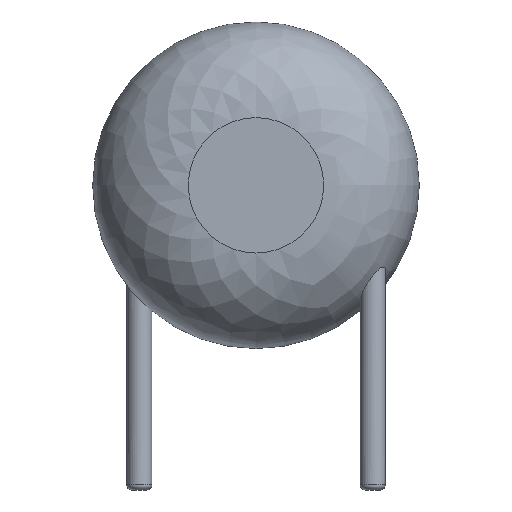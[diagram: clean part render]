
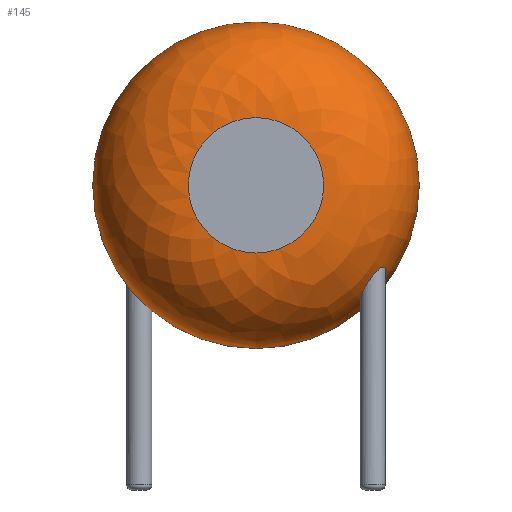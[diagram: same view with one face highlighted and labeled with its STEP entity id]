
A CAD part, front view. The second image highlights one B-rep face of the part: STEP entity #145.
In plain terms, the highlighted face is a revolution surface.
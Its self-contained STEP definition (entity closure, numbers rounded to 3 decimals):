
#24=VERTEX_POINT('',#25);
#25=CARTESIAN_POINT('',(6.,-0.951,3.53));
#29=DIRECTION('',(0.,-1.,0.));
#30=ORIENTED_EDGE('',*,*,#31,.T.);
#31=EDGE_CURVE('',#24,#24,#32,.T.);
#32=CIRCLE('',#33,3.5);
#33=AXIS2_PLACEMENT_3D('',#34,#29,#35);
#34=CARTESIAN_POINT('',(2.5,-0.951,3.53));
#35=DIRECTION('',(1.,0.,0.));
#145=ADVANCED_FACE('',(#146,#162),#238,.T.);
#146=FACE_BOUND('',#147,.T.);
#147=EDGE_LOOP('',(#30,#148,#156,#161));
#148=ORIENTED_EDGE('',*,*,#149,.T.);
#149=EDGE_CURVE('',#24,#150,#152,.T.);
#150=VERTEX_POINT('',#151);
#151=CARTESIAN_POINT('',(3.951,-3.,3.53));
#152=CIRCLE('',#153,2.049);
#153=AXIS2_PLACEMENT_3D('',#154,#155,#35);
#154=CARTESIAN_POINT('',(3.951,-0.951,3.53));
#155=DIRECTION('',(0.,0.,-1.));
#156=ORIENTED_EDGE('',*,*,#157,.F.);
#157=EDGE_CURVE('',#150,#150,#158,.T.);
#158=CIRCLE('',#159,1.451);
#159=AXIS2_PLACEMENT_3D('',#160,#29,#35);
#160=CARTESIAN_POINT('',(2.5,-3.,3.53));
#161=ORIENTED_EDGE('',*,*,#149,.F.);
#162=FACE_BOUND('',#163,.T.);
#163=EDGE_LOOP('',(#164,#181));
#164=ORIENTED_EDGE('',*,*,#165,.T.);
#165=EDGE_CURVE('',#166,#168,#170,.T.);
#166=VERTEX_POINT('',#167);
#167=CARTESIAN_POINT('',(5.27,-1.8,1.707));
#168=VERTEX_POINT('',#169);
#169=CARTESIAN_POINT('',(5.02,-1.531,1.223));
#170=B_SPLINE_CURVE_WITH_KNOTS('',6,(#167,#171,#172,#173,#174,#175,#176,#177,#178,#179,#180,#169),.UNSPECIFIED.,.F.,.F.,(7,5,7),(0.,0.568,1.),.UNSPECIFIED.);
#171=CARTESIAN_POINT('',(5.27,-1.759,1.674));
#172=CARTESIAN_POINT('',(5.263,-1.72,1.633));
#173=CARTESIAN_POINT('',(5.249,-1.684,1.588));
#174=CARTESIAN_POINT('',(5.23,-1.651,1.54));
#175=CARTESIAN_POINT('',(5.206,-1.621,1.491));
#176=CARTESIAN_POINT('',(5.156,-1.578,1.404));
#177=CARTESIAN_POINT('',(5.132,-1.562,1.366));
#178=CARTESIAN_POINT('',(5.106,-1.549,1.329));
#179=CARTESIAN_POINT('',(5.079,-1.539,1.292));
#180=CARTESIAN_POINT('',(5.05,-1.533,1.256));
#181=ORIENTED_EDGE('',*,*,#182,.T.);
#182=EDGE_CURVE('',#168,#166,#183,.T.);
#183=B_SPLINE_CURVE_WITH_KNOTS('',7,(#169,#184,#185,#186,#187,#188,#189,#190,#191,#192,#193,#194,#195,#196,#197,#198,#199,#200,#201,#202,#203,#204,#205,#206,#207,#208,#209,#210,#211,#212,#213,#214,#215,#216,#217,#218,#219,#220,#221,#222,#223,#224,#225,#226,#227,#228,#229,#230,#231,#232,#233,#234,#235,#236,#237,#167),.UNSPECIFIED.,.F.,.F.,(8,6,6,6,6,6,6,6,6,8),(0.,0.146,0.237,0.347,0.405,0.578,0.748,0.872,0.951,1.),.UNSPECIFIED.);
#184=CARTESIAN_POINT('',(4.994,-1.529,1.194));
#185=CARTESIAN_POINT('',(4.967,-1.53,1.166));
#186=CARTESIAN_POINT('',(4.94,-1.534,1.14));
#187=CARTESIAN_POINT('',(4.913,-1.541,1.116));
#188=CARTESIAN_POINT('',(4.887,-1.552,1.095));
#189=CARTESIAN_POINT('',(4.862,-1.566,1.077));
#190=CARTESIAN_POINT('',(4.825,-1.594,1.053));
#191=CARTESIAN_POINT('',(4.811,-1.606,1.046));
#192=CARTESIAN_POINT('',(4.798,-1.619,1.04));
#193=CARTESIAN_POINT('',(4.786,-1.633,1.036));
#194=CARTESIAN_POINT('',(4.775,-1.648,1.033));
#195=CARTESIAN_POINT('',(4.766,-1.664,1.033));
#196=CARTESIAN_POINT('',(4.748,-1.7,1.035));
#197=CARTESIAN_POINT('',(4.74,-1.721,1.039));
#198=CARTESIAN_POINT('',(4.735,-1.742,1.045));
#199=CARTESIAN_POINT('',(4.731,-1.763,1.054));
#200=CARTESIAN_POINT('',(4.729,-1.784,1.065));
#201=CARTESIAN_POINT('',(4.729,-1.805,1.078));
#202=CARTESIAN_POINT('',(4.732,-1.836,1.1));
#203=CARTESIAN_POINT('',(4.734,-1.846,1.109));
#204=CARTESIAN_POINT('',(4.736,-1.857,1.118));
#205=CARTESIAN_POINT('',(4.738,-1.867,1.127));
#206=CARTESIAN_POINT('',(4.741,-1.877,1.136));
#207=CARTESIAN_POINT('',(4.744,-1.887,1.147));
#208=CARTESIAN_POINT('',(4.759,-1.926,1.188));
#209=CARTESIAN_POINT('',(4.774,-1.952,1.222));
#210=CARTESIAN_POINT('',(4.791,-1.976,1.259));
#211=CARTESIAN_POINT('',(4.811,-1.997,1.297));
#212=CARTESIAN_POINT('',(4.834,-2.016,1.337));
#213=CARTESIAN_POINT('',(4.858,-2.031,1.378));
#214=CARTESIAN_POINT('',(4.909,-2.056,1.459));
#215=CARTESIAN_POINT('',(4.936,-2.065,1.499));
#216=CARTESIAN_POINT('',(4.964,-2.071,1.539));
#217=CARTESIAN_POINT('',(4.993,-2.073,1.578));
#218=CARTESIAN_POINT('',(5.022,-2.072,1.615));
#219=CARTESIAN_POINT('',(5.052,-2.067,1.65));
#220=CARTESIAN_POINT('',(5.103,-2.051,1.703));
#221=CARTESIAN_POINT('',(5.124,-2.042,1.723));
#222=CARTESIAN_POINT('',(5.145,-2.03,1.741));
#223=CARTESIAN_POINT('',(5.165,-2.017,1.756));
#224=CARTESIAN_POINT('',(5.184,-2.001,1.767));
#225=CARTESIAN_POINT('',(5.201,-1.982,1.773));
#226=CARTESIAN_POINT('',(5.225,-1.95,1.777));
#227=CARTESIAN_POINT('',(5.234,-1.936,1.777));
#228=CARTESIAN_POINT('',(5.242,-1.922,1.775));
#229=CARTESIAN_POINT('',(5.249,-1.908,1.771));
#230=CARTESIAN_POINT('',(5.254,-1.893,1.766));
#231=CARTESIAN_POINT('',(5.259,-1.878,1.759));
#232=CARTESIAN_POINT('',(5.265,-1.854,1.746));
#233=CARTESIAN_POINT('',(5.266,-1.845,1.741));
#234=CARTESIAN_POINT('',(5.268,-1.836,1.735));
#235=CARTESIAN_POINT('',(5.269,-1.827,1.728));
#236=CARTESIAN_POINT('',(5.27,-1.818,1.722));
#237=CARTESIAN_POINT('',(5.27,-1.809,1.715));
#238=SURFACE_OF_REVOLUTION('',#239,#250);
#239=B_SPLINE_CURVE_WITH_KNOTS('',6,(#25,#240,#241,#242,#243,#244,#245,#246,#247,#248,#249,#151),.UNSPECIFIED.,.F.,.F.,(7,5,7),(0.,0.785,1.571),.UNSPECIFIED.);
#240=CARTESIAN_POINT('',(6.,-1.219,3.53));
#241=CARTESIAN_POINT('',(5.958,-1.488,3.53));
#242=CARTESIAN_POINT('',(5.874,-1.748,3.53));
#243=CARTESIAN_POINT('',(5.749,-1.991,3.53));
#244=CARTESIAN_POINT('',(5.59,-2.21,3.53));
#245=CARTESIAN_POINT('',(5.21,-2.59,3.53));
#246=CARTESIAN_POINT('',(4.991,-2.749,3.53));
#247=CARTESIAN_POINT('',(4.748,-2.874,3.53));
#248=CARTESIAN_POINT('',(4.488,-2.958,3.53));
#249=CARTESIAN_POINT('',(4.219,-3.,3.53));
#250=AXIS1_PLACEMENT('',#34,#29);
